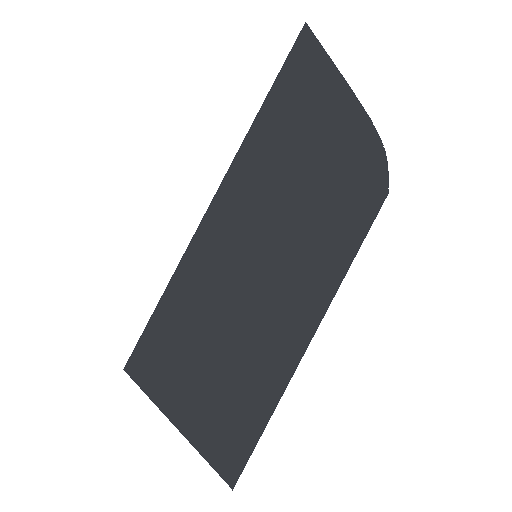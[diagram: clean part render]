
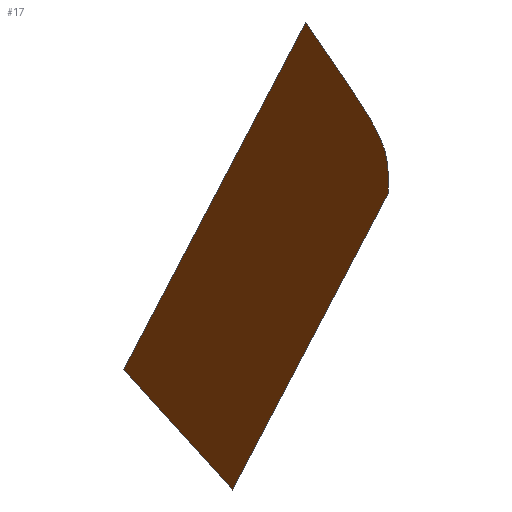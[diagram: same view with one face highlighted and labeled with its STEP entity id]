
A CAD part, isometric view. The second image highlights one B-rep face of the part: STEP entity #17.
In plain terms, the highlighted planar face has unit normal (-1, -0.004, 0).
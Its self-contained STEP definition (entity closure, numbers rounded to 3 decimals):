
#17 = ADVANCED_FACE('',(#18),#32,.T.);
#18 = FACE_BOUND('',#19,.F.);
#19 = EDGE_LOOP('',(#20,#43,#59,#81,#103,#119));
#20 = ORIENTED_EDGE('',*,*,#21,.T.);
#21 = EDGE_CURVE('',#22,#24,#26,.T.);
#22 = VERTEX_POINT('',#23);
#23 = CARTESIAN_POINT('',(-0.205,47.89,
    -59.97));
#24 = VERTEX_POINT('',#25);
#25 = CARTESIAN_POINT('',(0.01,-2.263,
    48.271));
#26 = SURFACE_CURVE('',#27,(#31),.PCURVE_S1.);
#27 = LINE('',#28,#29);
#28 = CARTESIAN_POINT('',(-0.205,47.89,
    -59.97));
#29 = VECTOR('',#30,1.);
#30 = DIRECTION('',(0.002,-0.42,0.907));
#31 = PCURVE('',#32,#37);
#32 = PLANE('',#33);
#33 = AXIS2_PLACEMENT_3D('',#34,#35,#36);
#34 = CARTESIAN_POINT('',(-0.077,17.987,
    -74.616));
#35 = DIRECTION('',(-1.,-0.004,
    0.));
#36 = DIRECTION('',(0.002,-0.42,0.907));
#37 = DEFINITIONAL_REPRESENTATION('',(#38),#42);
#38 = LINE('',#39,#40);
#39 = CARTESIAN_POINT('',(0.716,33.289));
#40 = VECTOR('',#41,1.);
#41 = DIRECTION('',(1.,0.));
#42 = ( GEOMETRIC_REPRESENTATION_CONTEXT(2) 
PARAMETRIC_REPRESENTATION_CONTEXT() REPRESENTATION_CONTEXT('2D SPACE',''
  ) );
#43 = ORIENTED_EDGE('',*,*,#44,.T.);
#44 = EDGE_CURVE('',#24,#45,#47,.T.);
#45 = VERTEX_POINT('',#46);
#46 = CARTESIAN_POINT('',(0.062,-14.342,
    38.826));
#47 = SURFACE_CURVE('',#48,(#52),.PCURVE_S1.);
#48 = LINE('',#49,#50);
#49 = CARTESIAN_POINT('',(0.01,-2.263,
    48.271));
#50 = VECTOR('',#51,1.);
#51 = DIRECTION('',(0.003,-0.788,-0.616));
#52 = PCURVE('',#32,#53);
#53 = DEFINITIONAL_REPRESENTATION('',(#54),#58);
#54 = LINE('',#55,#56);
#55 = CARTESIAN_POINT('',(120.012,33.289));
#56 = VECTOR('',#57,1.);
#57 = DIRECTION('',(-0.228,-0.974));
#58 = ( GEOMETRIC_REPRESENTATION_CONTEXT(2) 
PARAMETRIC_REPRESENTATION_CONTEXT() REPRESENTATION_CONTEXT('2D SPACE',''
  ) );
#59 = ORIENTED_EDGE('',*,*,#60,.T.);
#60 = EDGE_CURVE('',#45,#61,#63,.T.);
#61 = VERTEX_POINT('',#62);
#62 = CARTESIAN_POINT('',(0.104,-24.181,28.184
    ));
#63 = SURFACE_CURVE('',#64,(#71),.PCURVE_S1.);
#64 = B_SPLINE_CURVE_WITH_KNOTS('',3,(#65,#66,#67,#68,#69,#70),
  .UNSPECIFIED.,.F.,.F.,(4,1,1,4),(0.,0.333,0.667,1.),
  .UNSPECIFIED.);
#65 = CARTESIAN_POINT('',(0.062,-14.342,
    38.826));
#66 = CARTESIAN_POINT('',(0.068,-15.928,
    37.599));
#67 = CARTESIAN_POINT('',(0.08,-18.771,
    35.178));
#68 = CARTESIAN_POINT('',(0.094,-22.06,
    31.881));
#69 = CARTESIAN_POINT('',(0.101,-23.585,29.432)
  );
#70 = CARTESIAN_POINT('',(0.104,-24.181,28.184
    ));
#71 = PCURVE('',#32,#72);
#72 = DEFINITIONAL_REPRESENTATION('',(#73),#80);
#73 = B_SPLINE_CURVE_WITH_KNOTS('',3,(#74,#75,#76,#77,#78,#79),
  .UNSPECIFIED.,.F.,.F.,(4,1,1,4),(0.,0.333,0.667,1.),
  .UNSPECIFIED.);
#74 = CARTESIAN_POINT('',(116.521,18.359));
#75 = CARTESIAN_POINT('',(116.074,16.404));
#76 = CARTESIAN_POINT('',(115.073,12.807));
#77 = CARTESIAN_POINT('',(113.465,8.436));
#78 = CARTESIAN_POINT('',(111.883,6.024));
#79 = CARTESIAN_POINT('',(111.002,4.957));
#80 = ( GEOMETRIC_REPRESENTATION_CONTEXT(2) 
PARAMETRIC_REPRESENTATION_CONTEXT() REPRESENTATION_CONTEXT('2D SPACE',''
  ) );
#81 = ORIENTED_EDGE('',*,*,#82,.T.);
#82 = EDGE_CURVE('',#61,#83,#85,.T.);
#83 = VERTEX_POINT('',#84);
#84 = CARTESIAN_POINT('',(0.107,-24.971,18.572
    ));
#85 = SURFACE_CURVE('',#86,(#93),.PCURVE_S1.);
#86 = B_SPLINE_CURVE_WITH_KNOTS('',3,(#87,#88,#89,#90,#91,#92),
  .UNSPECIFIED.,.F.,.F.,(4,1,1,4),(0.,0.333,0.667,1.),
  .UNSPECIFIED.);
#87 = CARTESIAN_POINT('',(0.104,-24.181,28.184
    ));
#88 = CARTESIAN_POINT('',(0.105,-24.496,27.14
    ));
#89 = CARTESIAN_POINT('',(0.107,-24.973,25.039
    ));
#90 = CARTESIAN_POINT('',(0.107,-25.039,22.185
    ));
#91 = CARTESIAN_POINT('',(0.107,-25.024,19.817)
  );
#92 = CARTESIAN_POINT('',(0.107,-24.971,18.572
    ));
#93 = PCURVE('',#32,#94);
#94 = DEFINITIONAL_REPRESENTATION('',(#95),#102);
#95 = B_SPLINE_CURVE_WITH_KNOTS('',3,(#96,#97,#98,#99,#100,#101),
  .UNSPECIFIED.,.F.,.F.,(4,1,1,4),(0.,0.333,0.667,1.),
  .UNSPECIFIED.);
#96 = CARTESIAN_POINT('',(111.002,4.957));
#97 = CARTESIAN_POINT('',(110.187,4.232));
#98 = CARTESIAN_POINT('',(108.481,2.917));
#99 = CARTESIAN_POINT('',(105.919,1.657));
#100 = CARTESIAN_POINT('',(103.764,0.675));
#101 = CARTESIAN_POINT('',(102.612,0.2));
#102 = ( GEOMETRIC_REPRESENTATION_CONTEXT(2) 
PARAMETRIC_REPRESENTATION_CONTEXT() REPRESENTATION_CONTEXT('2D SPACE',''
  ) );
#103 = ORIENTED_EDGE('',*,*,#104,.T.);
#104 = EDGE_CURVE('',#83,#105,#107,.T.);
#105 = VERTEX_POINT('',#106);
#106 = CARTESIAN_POINT('',(-0.077,17.867,
    -73.882));
#107 = SURFACE_CURVE('',#108,(#112),.PCURVE_S1.);
#108 = LINE('',#109,#110);
#109 = CARTESIAN_POINT('',(0.107,-24.971,
    18.572));
#110 = VECTOR('',#111,1.);
#111 = DIRECTION('',(-0.002,0.42,-0.907)
  );
#112 = PCURVE('',#32,#113);
#113 = DEFINITIONAL_REPRESENTATION('',(#114),#118);
#114 = LINE('',#115,#116);
#115 = CARTESIAN_POINT('',(102.612,0.2));
#116 = VECTOR('',#117,1.);
#117 = DIRECTION('',(-1.,0.));
#118 = ( GEOMETRIC_REPRESENTATION_CONTEXT(2) 
PARAMETRIC_REPRESENTATION_CONTEXT() REPRESENTATION_CONTEXT('2D SPACE',''
  ) );
#119 = ORIENTED_EDGE('',*,*,#120,.T.);
#120 = EDGE_CURVE('',#105,#22,#121,.T.);
#121 = SURFACE_CURVE('',#122,(#126),.PCURVE_S1.);
#122 = LINE('',#123,#124);
#123 = CARTESIAN_POINT('',(-0.077,17.867,
    -73.882));
#124 = VECTOR('',#125,1.);
#125 = DIRECTION('',(-0.004,0.907,0.42)
  );
#126 = PCURVE('',#32,#127);
#127 = DEFINITIONAL_REPRESENTATION('',(#128),#132);
#128 = LINE('',#129,#130);
#129 = CARTESIAN_POINT('',(0.716,0.2));
#130 = VECTOR('',#131,1.);
#131 = DIRECTION('',(0.,1.));
#132 = ( GEOMETRIC_REPRESENTATION_CONTEXT(2) 
PARAMETRIC_REPRESENTATION_CONTEXT() REPRESENTATION_CONTEXT('2D SPACE',''
  ) );
